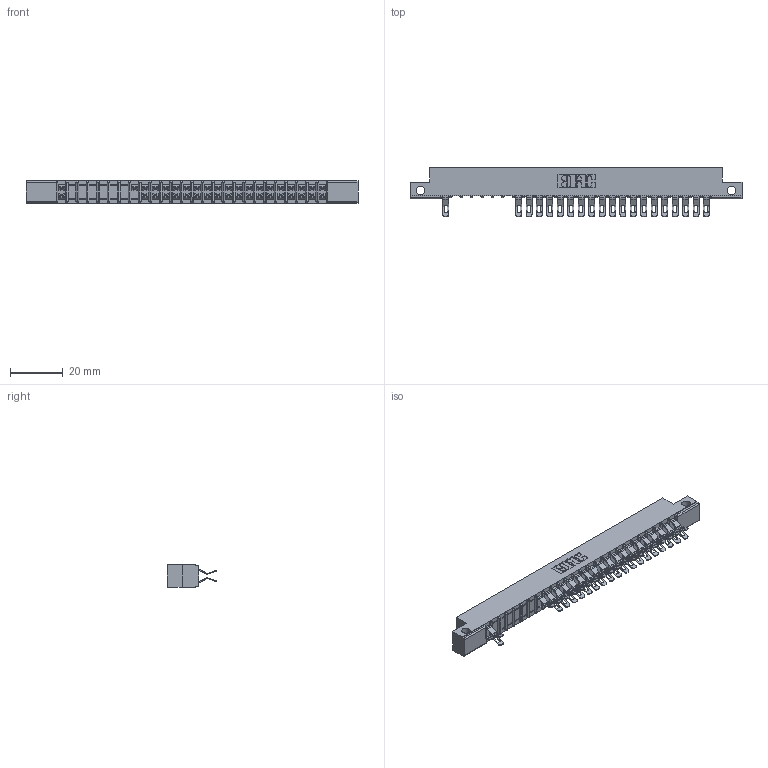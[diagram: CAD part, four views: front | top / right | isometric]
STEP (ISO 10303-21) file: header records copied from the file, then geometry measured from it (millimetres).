
FILE_DESCRIPTION (( 'STEP AP203' ), '1' );
FILE_NAME ('307-052-555-212.STEP', '2018-08-06T05:23:49', ( '' ), ( '' ), 'SwSTEP 2.0', 'SolidWorks 2016', '' );
FILE_SCHEMA (( 'CONFIG_CONTROL_DESIGN' ));
Length unit declared in the file: inch
Products named in the file (3): 307 Part_.128 Dia Side Mounting Holes; 307-290-001_555; 307-052-555-212
Assembly tree (40 placements, depth 2):
  307-052-555-212
    307 Part_.128 Dia Side Mounting Holes
    307-290-001_555  x39
Bounding box: 126.03 x 18.75 x 8.71 mm (x, y, z)
Volume: 8115.6 mm3; surface area: 14052.1 mm2
Topology: 40 solids, 40 shells, 2654 faces, 7798 edges, 5072 vertices
Faces by surface type: plane 1474, cylinder 1126, sphere 54
Entity records: 25217 total; most frequent: CARTESIAN_POINT 4189, ORIENTED_EDGE 4164, DIRECTION 4104, EDGE_CURVE 2082, LINE 1578, VECTOR 1578, VERTEX_POINT 1348, AXIS2_PLACEMENT_3D 1263
